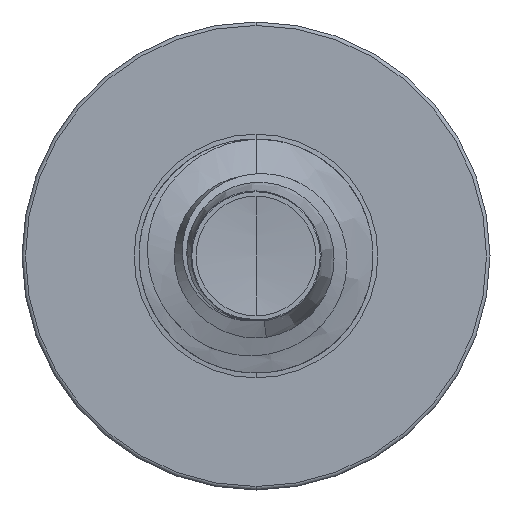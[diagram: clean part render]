
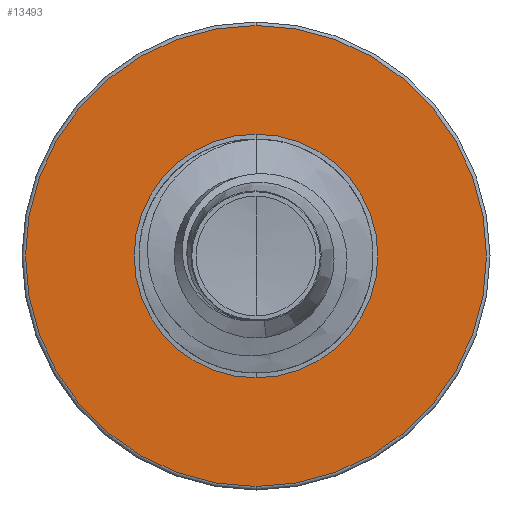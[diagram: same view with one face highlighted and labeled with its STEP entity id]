
A CAD part, front view. The second image highlights one B-rep face of the part: STEP entity #13493.
In plain terms, the highlighted planar face has unit normal (0, -1, 0).
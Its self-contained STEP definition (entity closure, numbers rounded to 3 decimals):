
#81 = AXIS2_PLACEMENT_3D ( 'NONE', #12531, #1471, #13979 ) ;
#454 = ORIENTED_EDGE ( 'NONE', *, *, #14160, .F. ) ;
#558 = VERTEX_POINT ( 'NONE', #15358 ) ;
#1471 = DIRECTION ( 'NONE',  ( 0., 1., 0. ) ) ;
#2807 = EDGE_CURVE ( 'NONE', #11672, #17522, #17317, .T. ) ;
#2838 = EDGE_LOOP ( 'NONE', ( #454, #9433 ) ) ;
#2881 = EDGE_CURVE ( 'NONE', #558, #9633, #10086, .T. ) ;
#3139 = CIRCLE ( 'NONE', #81, 1.562 ) ;
#4121 = CARTESIAN_POINT ( 'NONE',  ( 0., 10., 1.562 ) ) ;
#4648 = CARTESIAN_POINT ( 'NONE',  ( 0., 10., 2.955 ) ) ;
#5846 = AXIS2_PLACEMENT_3D ( 'NONE', #8650, #8623, #8569 ) ;
#6657 = DIRECTION ( 'NONE',  ( 0., 1., 0. ) ) ;
#7695 = ORIENTED_EDGE ( 'NONE', *, *, #14965, .T. ) ;
#7769 = DIRECTION ( 'NONE',  ( 0., 0., 1. ) ) ;
#7785 = DIRECTION ( 'NONE',  ( 0., 1., 0. ) ) ;
#7810 = CARTESIAN_POINT ( 'NONE',  ( 0., 10., 0. ) ) ;
#8114 = FACE_OUTER_BOUND ( 'NONE', #2838, .T. ) ;
#8190 = CARTESIAN_POINT ( 'NONE',  ( 0., 10., -1.562 ) ) ;
#8569 = DIRECTION ( 'NONE',  ( 0., 0., 1. ) ) ;
#8623 = DIRECTION ( 'NONE',  ( 0., 1., 0. ) ) ;
#8650 = CARTESIAN_POINT ( 'NONE',  ( 0., 10., 0. ) ) ;
#9433 = ORIENTED_EDGE ( 'NONE', *, *, #2881, .F. ) ;
#9633 = VERTEX_POINT ( 'NONE', #4648 ) ;
#9680 = DIRECTION ( 'NONE',  ( 0., 1., 0. ) ) ;
#10086 = CIRCLE ( 'NONE', #14591, 2.955 ) ;
#11672 = VERTEX_POINT ( 'NONE', #4121 ) ;
#12531 = CARTESIAN_POINT ( 'NONE',  ( 0., 10., 0. ) ) ;
#13408 = AXIS2_PLACEMENT_3D ( 'NONE', #15684, #6657, #16730 ) ;
#13493 = ADVANCED_FACE ( 'NONE', ( #8114, #15753 ), #17444, .F. ) ;
#13906 = EDGE_LOOP ( 'NONE', ( #18143, #7695 ) ) ;
#13979 = DIRECTION ( 'NONE',  ( 0., 0., 1. ) ) ;
#14160 = EDGE_CURVE ( 'NONE', #9633, #558, #14426, .T. ) ;
#14426 = CIRCLE ( 'NONE', #13408, 2.955 ) ;
#14591 = AXIS2_PLACEMENT_3D ( 'NONE', #7810, #7785, #7769 ) ;
#14965 = EDGE_CURVE ( 'NONE', #17522, #11672, #3139, .T. ) ;
#15336 = CARTESIAN_POINT ( 'NONE',  ( 0., 10., -1.562 ) ) ;
#15358 = CARTESIAN_POINT ( 'NONE',  ( 0., 10., -2.955 ) ) ;
#15684 = CARTESIAN_POINT ( 'NONE',  ( 0., 10., 0. ) ) ;
#15753 = FACE_BOUND ( 'NONE', #13906, .T. ) ;
#16730 = DIRECTION ( 'NONE',  ( 0., 0., 1. ) ) ;
#16735 = AXIS2_PLACEMENT_3D ( 'NONE', #15336, #9680, #18275 ) ;
#17317 = CIRCLE ( 'NONE', #5846, 1.562 ) ;
#17444 = PLANE ( 'NONE',  #16735 ) ;
#17522 = VERTEX_POINT ( 'NONE', #8190 ) ;
#18143 = ORIENTED_EDGE ( 'NONE', *, *, #2807, .T. ) ;
#18275 = DIRECTION ( 'NONE',  ( 0., 0., 1. ) ) ;
